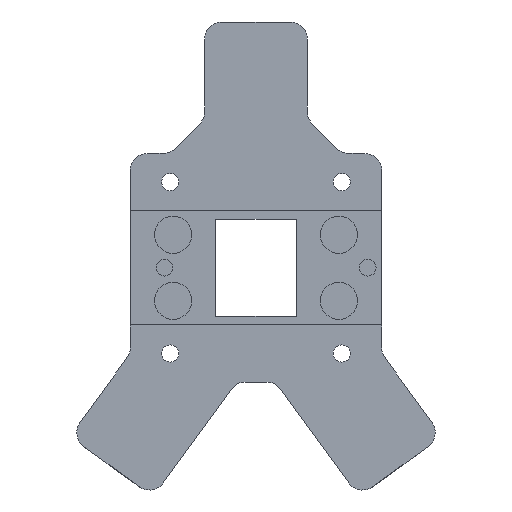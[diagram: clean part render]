
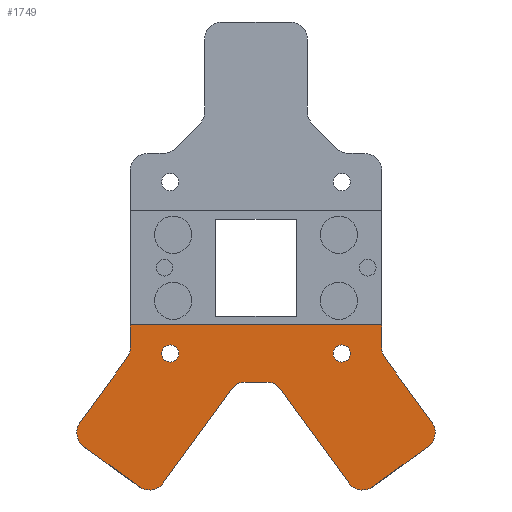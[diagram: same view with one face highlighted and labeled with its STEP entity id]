
A CAD part, front view. The second image highlights one B-rep face of the part: STEP entity #1749.
In plain terms, the highlighted planar face has unit normal (0, -1, 0).
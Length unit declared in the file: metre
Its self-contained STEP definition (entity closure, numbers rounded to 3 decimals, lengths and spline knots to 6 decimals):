
#72=CIRCLE('',#1869,0.0015);
#74=CIRCLE('',#1872,0.0015);
#108=CIRCLE('',#1916,0.003);
#109=CIRCLE('',#1917,0.003);
#110=CIRCLE('',#1918,0.003);
#111=CIRCLE('',#1919,0.003);
#112=CIRCLE('',#1920,0.003);
#113=CIRCLE('',#1921,0.003);
#114=CIRCLE('',#1922,0.003);
#115=CIRCLE('',#1923,0.003);
#374=ORIENTED_EDGE('',*,*,#789,.F.);
#375=ORIENTED_EDGE('',*,*,#790,.T.);
#376=ORIENTED_EDGE('',*,*,#791,.T.);
#377=ORIENTED_EDGE('',*,*,#792,.T.);
#378=ORIENTED_EDGE('',*,*,#706,.F.);
#379=ORIENTED_EDGE('',*,*,#793,.T.);
#380=ORIENTED_EDGE('',*,*,#700,.T.);
#381=ORIENTED_EDGE('',*,*,#794,.T.);
#382=ORIENTED_EDGE('',*,*,#795,.F.);
#383=ORIENTED_EDGE('',*,*,#796,.T.);
#384=ORIENTED_EDGE('',*,*,#797,.F.);
#385=ORIENTED_EDGE('',*,*,#798,.T.);
#386=ORIENTED_EDGE('',*,*,#799,.T.);
#387=ORIENTED_EDGE('',*,*,#800,.T.);
#388=ORIENTED_EDGE('',*,*,#696,.F.);
#389=ORIENTED_EDGE('',*,*,#801,.T.);
#390=ORIENTED_EDGE('',*,*,#802,.F.);
#391=ORIENTED_EDGE('',*,*,#803,.T.);
#392=ORIENTED_EDGE('',*,*,#720,.F.);
#393=ORIENTED_EDGE('',*,*,#718,.F.);
#696=EDGE_CURVE('',#924,#925,#1092,.T.);
#700=EDGE_CURVE('',#929,#928,#1096,.T.);
#706=EDGE_CURVE('',#934,#935,#1102,.T.);
#718=EDGE_CURVE('',#946,#946,#72,.F.);
#720=EDGE_CURVE('',#948,#948,#74,.F.);
#789=EDGE_CURVE('',#1002,#1003,#1149,.T.);
#790=EDGE_CURVE('',#1002,#1004,#108,.F.);
#791=EDGE_CURVE('',#1004,#1005,#1150,.T.);
#792=EDGE_CURVE('',#1005,#935,#109,.T.);
#793=EDGE_CURVE('',#934,#929,#1151,.T.);
#794=EDGE_CURVE('',#928,#1006,#110,.T.);
#795=EDGE_CURVE('',#1007,#1006,#1152,.T.);
#796=EDGE_CURVE('',#1007,#1008,#111,.F.);
#797=EDGE_CURVE('',#1009,#1008,#1153,.T.);
#798=EDGE_CURVE('',#1009,#1010,#112,.F.);
#799=EDGE_CURVE('',#1010,#1011,#1154,.T.);
#800=EDGE_CURVE('',#1011,#925,#113,.T.);
#801=EDGE_CURVE('',#924,#1012,#114,.T.);
#802=EDGE_CURVE('',#1013,#1012,#1155,.T.);
#803=EDGE_CURVE('',#1013,#1003,#115,.F.);
#924=VERTEX_POINT('',#2693);
#925=VERTEX_POINT('',#2695);
#928=VERTEX_POINT('',#2702);
#929=VERTEX_POINT('',#2704);
#934=VERTEX_POINT('',#2716);
#935=VERTEX_POINT('',#2717);
#946=VERTEX_POINT('',#2742);
#948=VERTEX_POINT('',#2747);
#1002=VERTEX_POINT('',#2880);
#1003=VERTEX_POINT('',#2881);
#1004=VERTEX_POINT('',#2883);
#1005=VERTEX_POINT('',#2885);
#1006=VERTEX_POINT('',#2889);
#1007=VERTEX_POINT('',#2891);
#1008=VERTEX_POINT('',#2893);
#1009=VERTEX_POINT('',#2895);
#1010=VERTEX_POINT('',#2897);
#1011=VERTEX_POINT('',#2899);
#1012=VERTEX_POINT('',#2902);
#1013=VERTEX_POINT('',#2904);
#1092=LINE('',#2694,#1246);
#1096=LINE('',#2703,#1250);
#1102=LINE('',#2715,#1256);
#1149=LINE('',#2879,#1303);
#1150=LINE('',#2884,#1304);
#1151=LINE('',#2887,#1305);
#1152=LINE('',#2890,#1306);
#1153=LINE('',#2894,#1307);
#1154=LINE('',#2898,#1308);
#1155=LINE('',#2903,#1309);
#1246=VECTOR('',#2140,1.);
#1250=VECTOR('',#2146,1.);
#1256=VECTOR('',#2154,1.);
#1303=VECTOR('',#2299,1.);
#1304=VECTOR('',#2302,1.);
#1305=VECTOR('',#2305,1.);
#1306=VECTOR('',#2308,1.);
#1307=VECTOR('',#2311,1.);
#1308=VECTOR('',#2314,1.);
#1309=VECTOR('',#2319,1.);
#1412=EDGE_LOOP('',(#374,#375,#376,#377,#378,#379,#380,#381,#382,#383,#384,
#385,#386,#387,#388,#389,#390,#391));
#1413=EDGE_LOOP('',(#392));
#1414=EDGE_LOOP('',(#393));
#1560=FACE_BOUND('',#1412,.T.);
#1561=FACE_BOUND('',#1413,.T.);
#1562=FACE_BOUND('',#1414,.T.);
#1678=PLANE('',#1915);
#1749=ADVANCED_FACE('',(#1560,#1561,#1562),#1678,.F.);
#1869=AXIS2_PLACEMENT_3D('',#2741,#2170,#2171);
#1872=AXIS2_PLACEMENT_3D('',#2746,#2176,#2177);
#1915=AXIS2_PLACEMENT_3D('',#2878,#2297,#2298);
#1916=AXIS2_PLACEMENT_3D('',#2882,#2300,#2301);
#1917=AXIS2_PLACEMENT_3D('',#2886,#2303,#2304);
#1918=AXIS2_PLACEMENT_3D('',#2888,#2306,#2307);
#1919=AXIS2_PLACEMENT_3D('',#2892,#2309,#2310);
#1920=AXIS2_PLACEMENT_3D('',#2896,#2312,#2313);
#1921=AXIS2_PLACEMENT_3D('',#2900,#2315,#2316);
#1922=AXIS2_PLACEMENT_3D('',#2901,#2317,#2318);
#1923=AXIS2_PLACEMENT_3D('',#2905,#2320,#2321);
#2140=DIRECTION('',(-1.,0.,0.));
#2146=DIRECTION('',(0.,0.,-1.));
#2154=DIRECTION('',(0.,0.,-1.));
#2170=DIRECTION('',(0.,1.,0.));
#2171=DIRECTION('',(-1.,0.,0.));
#2176=DIRECTION('',(0.,1.,0.));
#2177=DIRECTION('',(-1.,0.,0.));
#2297=DIRECTION('',(0.,1.,0.));
#2298=DIRECTION('',(-1.,0.,0.));
#2299=DIRECTION('',(-0.809,0.,-0.588));
#2300=DIRECTION('',(0.,1.,0.));
#2301=DIRECTION('',(-1.,0.,0.));
#2302=DIRECTION('',(-0.588,0.,0.809));
#2303=DIRECTION('',(0.,1.,0.));
#2304=DIRECTION('',(-1.,0.,0.));
#2305=DIRECTION('',(-1.,0.,0.));
#2306=DIRECTION('',(0.,1.,0.));
#2307=DIRECTION('',(-1.,0.,0.));
#2308=DIRECTION('',(0.588,0.,0.809));
#2309=DIRECTION('',(0.,1.,0.));
#2310=DIRECTION('',(-1.,0.,0.));
#2311=DIRECTION('',(-0.809,0.,0.588));
#2312=DIRECTION('',(0.,1.,0.));
#2313=DIRECTION('',(-1.,0.,0.));
#2314=DIRECTION('',(0.588,0.,0.809));
#2315=DIRECTION('',(0.,1.,0.));
#2316=DIRECTION('',(-1.,0.,0.));
#2317=DIRECTION('',(0.,1.,0.));
#2318=DIRECTION('',(-1.,0.,0.));
#2319=DIRECTION('',(-0.588,0.,0.809));
#2320=DIRECTION('',(0.,1.,0.));
#2321=DIRECTION('',(-1.,0.,0.));
#2693=CARTESIAN_POINT('',(0.001878,0.0249,-0.035243));
#2694=CARTESIAN_POINT('',(0.,0.0249,-0.035243));
#2695=CARTESIAN_POINT('',(-0.001878,0.0249,-0.035243));
#2702=CARTESIAN_POINT('',(-0.022,0.0249,-0.029237));
#2703=CARTESIAN_POINT('',(-0.022,0.0249,-0.015243));
#2704=CARTESIAN_POINT('',(-0.022,0.0249,-0.025243));
#2715=CARTESIAN_POINT('',(0.022,0.0249,-0.015243));
#2716=CARTESIAN_POINT('',(0.022,0.0249,-0.025243));
#2717=CARTESIAN_POINT('',(0.022,0.0249,-0.029237));
#2741=CARTESIAN_POINT('',(0.015,0.0249,-0.030243));
#2742=CARTESIAN_POINT('',(0.0135,0.0249,-0.030243));
#2746=CARTESIAN_POINT('',(-0.015,0.0249,-0.030243));
#2747=CARTESIAN_POINT('',(-0.0165,0.0249,-0.030243));
#2878=CARTESIAN_POINT('',(0.,0.0249,-0.015243));
#2879=CARTESIAN_POINT('',(0.025275,0.0249,-0.050031));
#2880=CARTESIAN_POINT('',(0.030129,0.0249,-0.046504));
#2881=CARTESIAN_POINT('',(0.020421,0.0249,-0.053557));
#2882=CARTESIAN_POINT('',(0.028366,0.0249,-0.044077));
#2883=CARTESIAN_POINT('',(0.030793,0.0249,-0.042313));
#2884=CARTESIAN_POINT('',(0.027854,0.0249,-0.038268));
#2885=CARTESIAN_POINT('',(0.022573,0.0249,-0.031));
#2886=CARTESIAN_POINT('',(0.025,0.0249,-0.029237));
#2887=CARTESIAN_POINT('',(0.,0.0249,-0.025243));
#2888=CARTESIAN_POINT('',(-0.025,0.0249,-0.029237));
#2889=CARTESIAN_POINT('',(-0.022573,0.0249,-0.031));
#2890=CARTESIAN_POINT('',(-0.027854,0.0249,-0.038268));
#2891=CARTESIAN_POINT('',(-0.030793,0.0249,-0.042313));
#2892=CARTESIAN_POINT('',(-0.028366,0.0249,-0.044077));
#2893=CARTESIAN_POINT('',(-0.030129,0.0249,-0.046504));
#2894=CARTESIAN_POINT('',(-0.025275,0.0249,-0.050031));
#2895=CARTESIAN_POINT('',(-0.020421,0.0249,-0.053557));
#2896=CARTESIAN_POINT('',(-0.018657,0.0249,-0.05113));
#2897=CARTESIAN_POINT('',(-0.01623,0.0249,-0.052894));
#2898=CARTESIAN_POINT('',(-0.013291,0.0249,-0.048848));
#2899=CARTESIAN_POINT('',(-0.004305,0.0249,-0.036479));
#2900=CARTESIAN_POINT('',(-0.001878,0.0249,-0.038243));
#2901=CARTESIAN_POINT('',(0.001878,0.0249,-0.038243));
#2902=CARTESIAN_POINT('',(0.004305,0.0249,-0.036479));
#2903=CARTESIAN_POINT('',(0.013291,0.0249,-0.048848));
#2904=CARTESIAN_POINT('',(0.01623,0.0249,-0.052894));
#2905=CARTESIAN_POINT('',(0.018657,0.0249,-0.05113));
